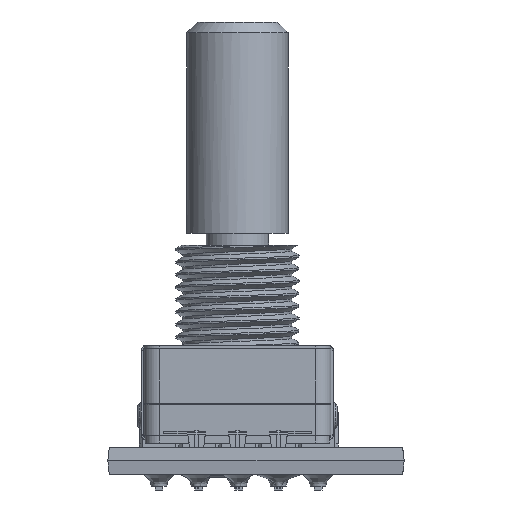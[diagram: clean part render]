
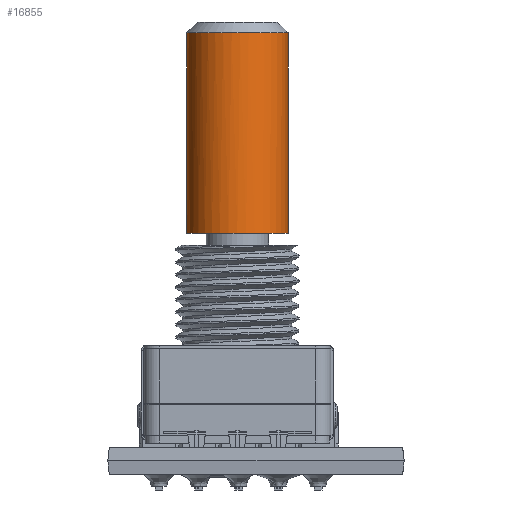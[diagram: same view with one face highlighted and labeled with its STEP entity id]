
A CAD part, front view. The second image highlights one B-rep face of the part: STEP entity #16855.
In plain terms, the highlighted cylindrical face has radius 3.25 mm (diameter 6.5 mm), a full revolution.
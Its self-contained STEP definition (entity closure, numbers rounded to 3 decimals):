
#766=CIRCLE('',#18234,3.25);
#768=CIRCLE('',#18238,3.25);
#769=CIRCLE('',#18239,3.25);
#770=CIRCLE('',#18241,3.25);
#1804=FACE_OUTER_BOUND('',#2706,.T.);
#2706=EDGE_LOOP('',(#13046,#13047,#13048,#13049,#13050,#13051,#13052,#13053));
#3906=LINE('',#25953,#5694);
#3908=LINE('',#25957,#5696);
#3910=LINE('',#25973,#5698);
#5694=VECTOR('',#20479,10.);
#5696=VECTOR('',#20481,10.);
#5698=VECTOR('',#20499,3.25);
#7803=VERTEX_POINT('',#25947);
#7805=VERTEX_POINT('',#25952);
#7806=VERTEX_POINT('',#25954);
#7807=VERTEX_POINT('',#25956);
#7809=VERTEX_POINT('',#25968);
#7810=VERTEX_POINT('',#25972);
#9697=EDGE_CURVE('',#7805,#7803,#3906,.T.);
#9699=EDGE_CURVE('',#7807,#7806,#3908,.T.);
#9702=EDGE_CURVE('',#7806,#7805,#766,.T.);
#9704=EDGE_CURVE('',#7807,#7809,#768,.T.);
#9705=EDGE_CURVE('',#7809,#7803,#769,.T.);
#9706=EDGE_CURVE('',#7809,#7810,#3910,.T.);
#9707=EDGE_CURVE('',#7810,#7810,#770,.T.);
#13046=ORIENTED_EDGE('',*,*,#9697,.T.);
#13047=ORIENTED_EDGE('',*,*,#9705,.F.);
#13048=ORIENTED_EDGE('',*,*,#9706,.T.);
#13049=ORIENTED_EDGE('',*,*,#9707,.T.);
#13050=ORIENTED_EDGE('',*,*,#9706,.F.);
#13051=ORIENTED_EDGE('',*,*,#9704,.F.);
#13052=ORIENTED_EDGE('',*,*,#9699,.T.);
#13053=ORIENTED_EDGE('',*,*,#9702,.T.);
#16535=CYLINDRICAL_SURFACE('',#18240,3.25);
#16855=ADVANCED_FACE('',(#1804),#16535,.T.);
#18234=AXIS2_PLACEMENT_3D('',#25964,#20485,#20486);
#18238=AXIS2_PLACEMENT_3D('',#25969,#20493,#20494);
#18239=AXIS2_PLACEMENT_3D('',#25970,#20495,#20496);
#18240=AXIS2_PLACEMENT_3D('',#25971,#20497,#20498);
#18241=AXIS2_PLACEMENT_3D('',#25974,#20500,#20501);
#20479=DIRECTION('',(0.,0.,1.));
#20481=DIRECTION('',(0.,0.,-1.));
#20485=DIRECTION('center_axis',(0.,0.,-1.));
#20486=DIRECTION('ref_axis',(-1.,0.,0.));
#20493=DIRECTION('center_axis',(0.,0.,1.));
#20494=DIRECTION('ref_axis',(-1.,0.,0.));
#20495=DIRECTION('center_axis',(0.,0.,1.));
#20496=DIRECTION('ref_axis',(-1.,0.,0.));
#20497=DIRECTION('center_axis',(0.,0.,1.));
#20498=DIRECTION('ref_axis',(-1.,0.,0.));
#20499=DIRECTION('',(0.,0.,-1.));
#20500=DIRECTION('center_axis',(0.,0.,1.));
#20501=DIRECTION('ref_axis',(-1.,0.,0.));
#25947=CARTESIAN_POINT('',(5.099,0.567,28.3));
#25952=CARTESIAN_POINT('',(5.099,0.567,17.95));
#25953=CARTESIAN_POINT('',(5.099,0.567,15.45));
#25954=CARTESIAN_POINT('',(-0.401,0.567,17.95));
#25956=CARTESIAN_POINT('',(-0.401,0.567,28.3));
#25957=CARTESIAN_POINT('',(-0.401,0.567,15.45));
#25964=CARTESIAN_POINT('Origin',(2.349,-1.165,17.95));
#25968=CARTESIAN_POINT('',(5.599,-1.165,28.3));
#25969=CARTESIAN_POINT('Origin',(2.349,-1.165,28.3));
#25970=CARTESIAN_POINT('Origin',(2.349,-1.165,28.3));
#25971=CARTESIAN_POINT('Origin',(2.349,-1.165,15.45));
#25972=CARTESIAN_POINT('',(5.599,-1.165,15.45));
#25973=CARTESIAN_POINT('',(5.599,-1.165,15.45));
#25974=CARTESIAN_POINT('Origin',(2.349,-1.165,15.45));
